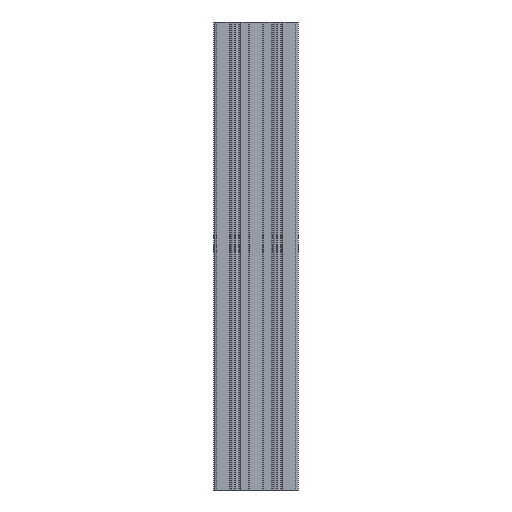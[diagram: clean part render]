
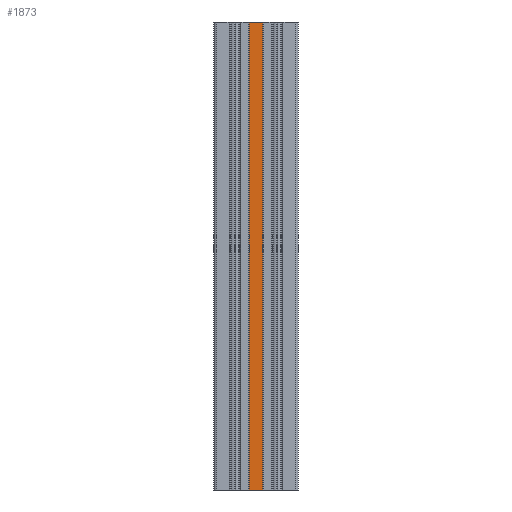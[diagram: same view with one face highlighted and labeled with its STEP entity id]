
A CAD part, front view. The second image highlights one B-rep face of the part: STEP entity #1873.
In plain terms, the highlighted planar face has unit normal (0, -1, 0).
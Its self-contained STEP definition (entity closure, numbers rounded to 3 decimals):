
#1341 = VERTEX_POINT ( 'NONE', #7515 ) ;
#1388 = EDGE_CURVE ( 'NONE', #1389, #1341, #7602, .T. ) ;
#1389 = VERTEX_POINT ( 'NONE', #7605 ) ;
#1442 = ORIENTED_EDGE ( 'NONE', *, *, #1918, .F. ) ;
#1855 = ORIENTED_EDGE ( 'NONE', *, *, #8964, .F. ) ;
#1860 = ORIENTED_EDGE ( 'NONE', *, *, #1870, .T. ) ;
#1870 = EDGE_CURVE ( 'NONE', #8948, #1389, #8500, .T. ) ;
#1873 = ADVANCED_FACE ( 'NONE', ( #8507 ), #8505, .F. ) ;
#1880 = EDGE_LOOP ( 'NONE', ( #1881, #1442, #1855, #1860 ) ) ;
#1881 = ORIENTED_EDGE ( 'NONE', *, *, #1388, .T. ) ;
#1918 = EDGE_CURVE ( 'NONE', #9001, #1341, #8611, .T. ) ;
#7515 = CARTESIAN_POINT ( 'NONE',  ( -2405.1, -1971.999, 0. ) ) ;
#7598 = DIRECTION ( 'NONE',  ( 1., 0., 0. ) ) ;
#7599 = VECTOR ( 'NONE', #7598, 1000. ) ;
#7600 = CARTESIAN_POINT ( 'NONE',  ( -2419.5, -1971.999, 0. ) ) ;
#7602 = LINE ( 'NONE', #7600, #7599 ) ;
#7605 = CARTESIAN_POINT ( 'NONE',  ( -2419.5, -1971.999, 0. ) ) ;
#8492 = DIRECTION ( 'NONE',  ( 0., 0., 1. ) ) ;
#8493 = DIRECTION ( 'NONE',  ( 0., 1., 0. ) ) ;
#8498 = AXIS2_PLACEMENT_3D ( 'NONE', #8512, #8493, #8492 ) ;
#8499 = VECTOR ( 'NONE', #8506, 1000. ) ;
#8500 = LINE ( 'NONE', #8504, #8499 ) ;
#8504 = CARTESIAN_POINT ( 'NONE',  ( -2419.5, -1971.999, 500. ) ) ;
#8505 = PLANE ( 'NONE',  #8498 ) ;
#8506 = DIRECTION ( 'NONE',  ( 0., 0., -1. ) ) ;
#8507 = FACE_OUTER_BOUND ( 'NONE', #1880, .T. ) ;
#8512 = CARTESIAN_POINT ( 'NONE',  ( -2419.5, -1971.999, 500. ) ) ;
#8608 = DIRECTION ( 'NONE',  ( 0., 0., -1. ) ) ;
#8609 = VECTOR ( 'NONE', #8608, 1000. ) ;
#8610 = CARTESIAN_POINT ( 'NONE',  ( -2405.1, -1971.999, 500. ) ) ;
#8611 = LINE ( 'NONE', #8610, #8609 ) ;
#8948 = VERTEX_POINT ( 'NONE', #14250 ) ;
#8964 = EDGE_CURVE ( 'NONE', #8948, #9001, #14317, .T. ) ;
#9001 = VERTEX_POINT ( 'NONE', #14337 ) ;
#14250 = CARTESIAN_POINT ( 'NONE',  ( -2419.5, -1971.999, 500. ) ) ;
#14259 = CARTESIAN_POINT ( 'NONE',  ( -2419.5, -1971.999, 500. ) ) ;
#14315 = DIRECTION ( 'NONE',  ( 1., 0., 0. ) ) ;
#14316 = VECTOR ( 'NONE', #14315, 1000. ) ;
#14317 = LINE ( 'NONE', #14259, #14316 ) ;
#14337 = CARTESIAN_POINT ( 'NONE',  ( -2405.1, -1971.999, 500. ) ) ;
